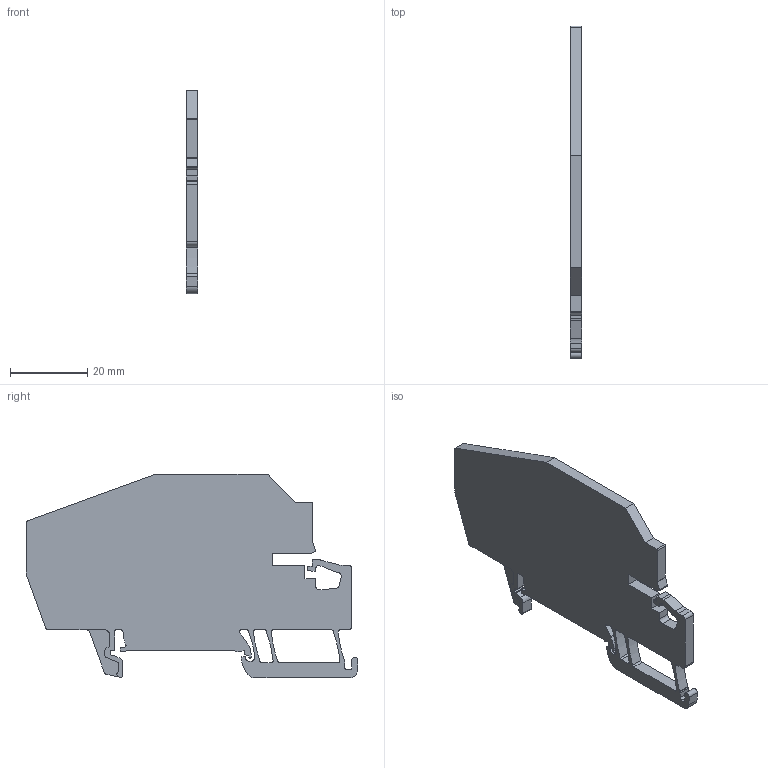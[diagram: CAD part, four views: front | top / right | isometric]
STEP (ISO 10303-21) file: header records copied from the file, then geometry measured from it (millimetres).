
FILE_DESCRIPTION(('CATIA V5 STEP Exchange','CAx-IF Rec.Pracs.--- Model Styling and Organization---1.4--- 2014-01-23'),'2;1');
FILE_NAME ('1117223-4_0', '2020-09-08T09:47:27+00:00', ('none'), ('Weidmueller'), 'CATIA Version 5-6 Release 2016 SP3 HF44', 'CATIA V5 STEP AP214', 'none');
FILE_SCHEMA(('AUTOMOTIVE_DESIGN { 1 0 10303 214 1 1 1 1 }'));
Length unit declared in the file: millimetre
Products named in the file (1): APP_ITB_6_BB_2C-NDT_BL_PLM001785
Bounding box: 3 x 86.03 x 52.83 mm (x, y, z)
Volume: 9475.7 mm3; surface area: 7683.9 mm2
Topology: 1 solids, 1 shells, 171 faces, 507 edges, 338 vertices
Faces by surface type: cylinder 89, plane 75, extrusion 7
Entity records: 5667 total; most frequent: CARTESIAN_POINT 1081, ORIENTED_EDGE 1014, DIRECTION 825, EDGE_CURVE 507, AXIS2_PLACEMENT_3D 340, VERTEX_POINT 338, VECTOR 328, LINE 321
